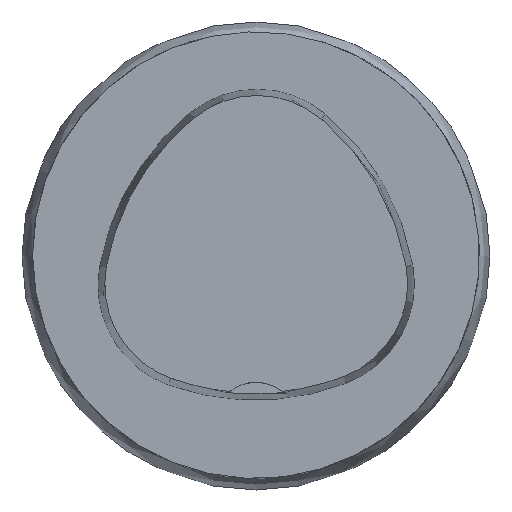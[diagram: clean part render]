
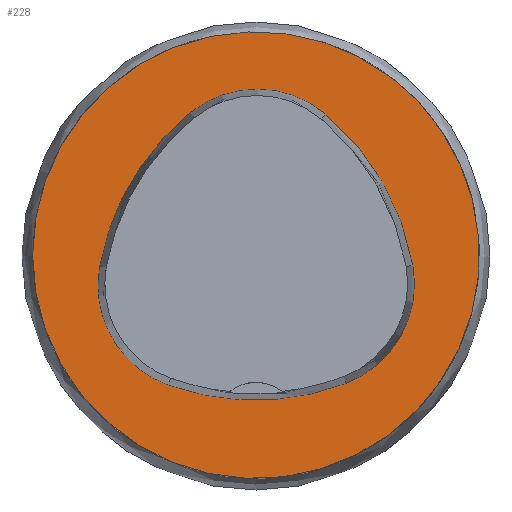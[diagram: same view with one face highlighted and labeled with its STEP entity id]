
A CAD part, top view. The second image highlights one B-rep face of the part: STEP entity #228.
In plain terms, the highlighted planar face has unit normal (0, 0, 1).
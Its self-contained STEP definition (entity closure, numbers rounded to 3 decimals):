
#202=FACE_BOUND('',#323,.T.);
#203=FACE_BOUND('',#324,.T.);
#228=ADVANCED_FACE('',(#202,#203),#249,.T.);
#249=PLANE('',#772);
#323=EDGE_LOOP('',(#420,#421,#422,#423,#424,#425));
#324=EDGE_LOOP('',(#426));
#420=ORIENTED_EDGE('',*,*,#566,.T.);
#421=ORIENTED_EDGE('',*,*,#546,.T.);
#422=ORIENTED_EDGE('',*,*,#550,.T.);
#423=ORIENTED_EDGE('',*,*,#553,.T.);
#424=ORIENTED_EDGE('',*,*,#556,.T.);
#425=ORIENTED_EDGE('',*,*,#564,.T.);
#426=ORIENTED_EDGE('',*,*,#532,.F.);
#484=VERTEX_POINT('',#1052);
#498=VERTEX_POINT('',#1113);
#499=VERTEX_POINT('',#1114);
#502=VERTEX_POINT('',#1122);
#504=VERTEX_POINT('',#1128);
#506=VERTEX_POINT('',#1134);
#513=VERTEX_POINT('',#1155);
#532=EDGE_CURVE('',#484,#484,#587,.T.);
#546=EDGE_CURVE('',#498,#499,#593,.T.);
#550=EDGE_CURVE('',#499,#502,#595,.T.);
#553=EDGE_CURVE('',#502,#504,#597,.T.);
#556=EDGE_CURVE('',#504,#506,#599,.T.);
#564=EDGE_CURVE('',#506,#513,#603,.T.);
#566=EDGE_CURVE('',#513,#498,#605,.T.);
#587=CIRCLE('',#735,31.5);
#593=CIRCLE('',#750,36.);
#595=CIRCLE('',#753,15.);
#597=CIRCLE('',#756,36.);
#599=CIRCLE('',#759,15.);
#603=CIRCLE('',#764,36.);
#605=CIRCLE('',#767,15.);
#735=AXIS2_PLACEMENT_3D('',#1051,#857,#858);
#750=AXIS2_PLACEMENT_3D('',#1112,#891,#892);
#753=AXIS2_PLACEMENT_3D('',#1121,#899,#900);
#756=AXIS2_PLACEMENT_3D('',#1127,#906,#907);
#759=AXIS2_PLACEMENT_3D('',#1133,#913,#914);
#764=AXIS2_PLACEMENT_3D('',#1156,#925,#926);
#767=AXIS2_PLACEMENT_3D('',#1159,#931,#932);
#772=AXIS2_PLACEMENT_3D('',#1164,#941,#942);
#857=DIRECTION('',(0.,0.,-1.));
#858=DIRECTION('',(-1.,0.,0.));
#891=DIRECTION('',(0.,0.,-1.));
#892=DIRECTION('',(-1.,0.,0.));
#899=DIRECTION('',(0.,0.,-1.));
#900=DIRECTION('',(-1.,0.,0.));
#906=DIRECTION('',(0.,0.,-1.));
#907=DIRECTION('',(-1.,0.,0.));
#913=DIRECTION('',(0.,0.,-1.));
#914=DIRECTION('',(-1.,0.,0.));
#925=DIRECTION('',(0.,0.,-1.));
#926=DIRECTION('',(-1.,0.,0.));
#931=DIRECTION('',(0.,0.,-1.));
#932=DIRECTION('',(-1.,0.,0.));
#941=DIRECTION('',(0.,0.,1.));
#942=DIRECTION('',(1.,0.,0.));
#1051=CARTESIAN_POINT('',(0.,0.,0.));
#1052=CARTESIAN_POINT('',(-31.5,0.,0.));
#1112=CARTESIAN_POINT('',(13.398,-7.893,0.));
#1113=CARTESIAN_POINT('',(-22.041,-1.562,0.));
#1114=CARTESIAN_POINT('',(-9.317,20.036,0.));
#1121=CARTESIAN_POINT('',(0.148,8.399,0.));
#1122=CARTESIAN_POINT('',(9.779,19.898,0.));
#1127=CARTESIAN_POINT('',(-13.337,-7.7,0.));
#1128=CARTESIAN_POINT('',(22.122,-1.48,0.));
#1133=CARTESIAN_POINT('',(7.347,-4.071,0.));
#1134=CARTESIAN_POINT('',(12.693,-18.087,0.));
#1155=CARTESIAN_POINT('',(-12.373,-18.307,0.));
#1156=CARTESIAN_POINT('',(-0.137,15.55,0.));
#1159=CARTESIAN_POINT('',(-7.275,-4.2,0.));
#1164=CARTESIAN_POINT('',(0.,0.,0.));
